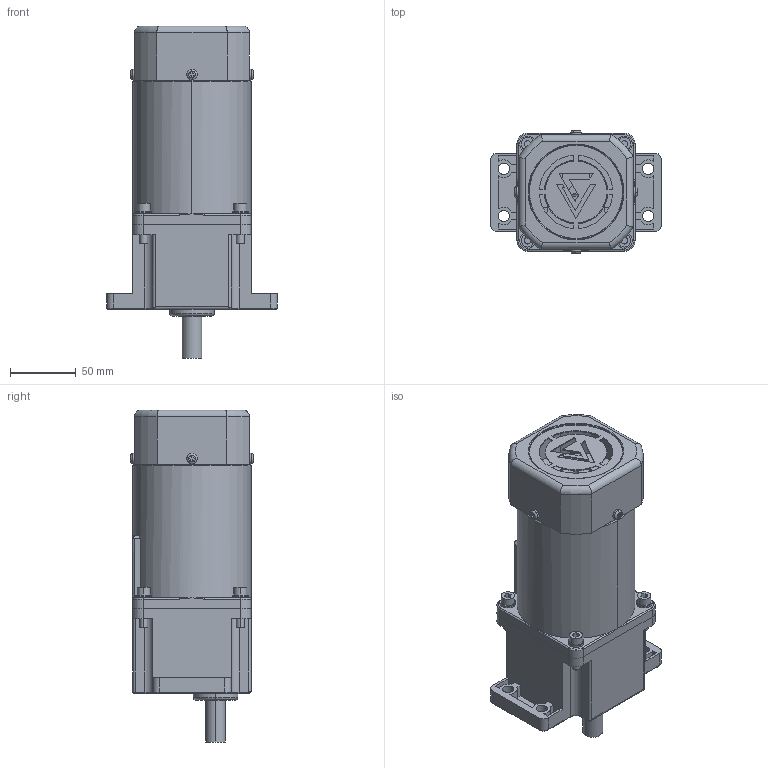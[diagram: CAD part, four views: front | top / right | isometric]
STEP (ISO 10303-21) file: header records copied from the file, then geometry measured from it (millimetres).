
FILE_DESCRIPTION (( 'STEP AP203' ), '1' );
FILE_NAME ('5IK90.120GU-CF.STEP', '2022-08-25T03:08:10', ( '' ), ( 'Microsoft' ), 'SwSTEP 2.0', 'SolidWorks 2020', '' );
FILE_SCHEMA (( 'CONFIG_CONTROL_DESIGN' ));
Length unit declared in the file: millimetre
Products named in the file (1): 5IK90.120GU-CF
Bounding box: 130 x 93.4 x 253 mm (x, y, z)
Surface area: 145506.4 mm2 (no closed solid volume)
Topology: 0 solids, 23 shells, 431 faces, 1189 edges, 774 vertices
Faces by surface type: plane 188, cylinder 161, torus 52, cone 20, bspline 10
Entity records: 14892 total; most frequent: CARTESIAN_POINT 3685, DIRECTION 2448, ORIENTED_EDGE 2112, EDGE_CURVE 1179, AXIS2_PLACEMENT_3D 897, VERTEX_POINT 774, VECTOR 654, LINE 654
